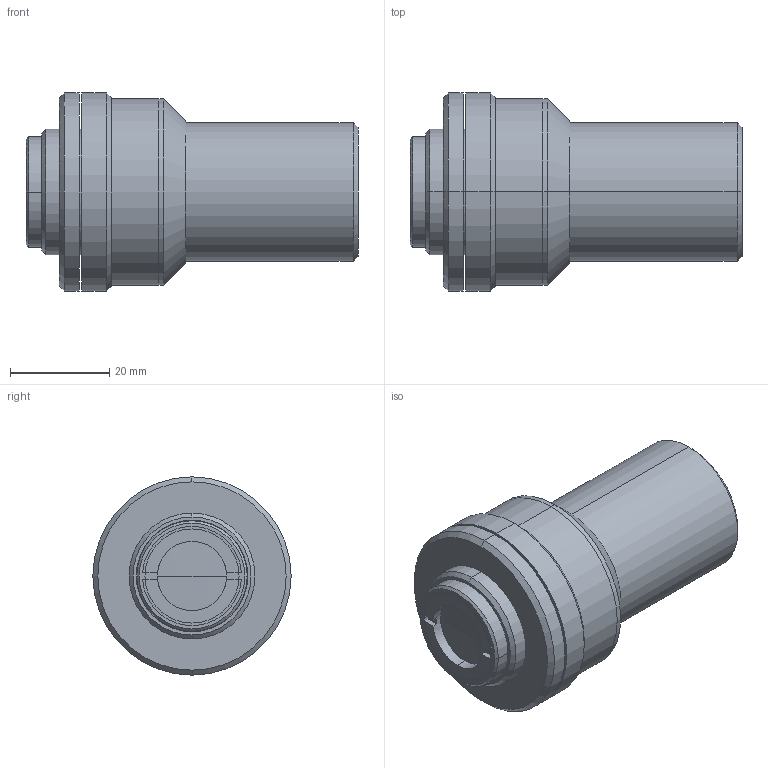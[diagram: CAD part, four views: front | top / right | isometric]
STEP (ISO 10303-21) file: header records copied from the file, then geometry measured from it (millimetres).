
FILE_DESCRIPTION (( 'STEP AP214' ), '1' );
FILE_NAME ('TC23012.STEP', '2012-07-02T12:48:00', ( '--' ), ( '' ), 'SwSTEP 2.0', 'SolidWorks 2012', '' );
FILE_SCHEMA (( 'AUTOMOTIVE_DESIGN' ));
Length unit declared in the file: millimetre
Products named in the file (1): TC23012
Bounding box: 66.99 x 40 x 40 mm (x, y, z)
Surface area: 14995.7 mm2 (no closed solid volume)
Topology: 0 solids, 10 shells, 70 faces, 180 edges, 120 vertices
Faces by surface type: cylinder 30, plane 24, cone 12, sphere 4
Entity records: 2950 total; most frequent: DIRECTION 428, CARTESIAN_POINT 371, ORIENTED_EDGE 312, EDGE_CURVE 180, AXIS2_PLACEMENT_3D 177, VERTEX_POINT 120, CIRCLE 106, EDGE_LOOP 81
